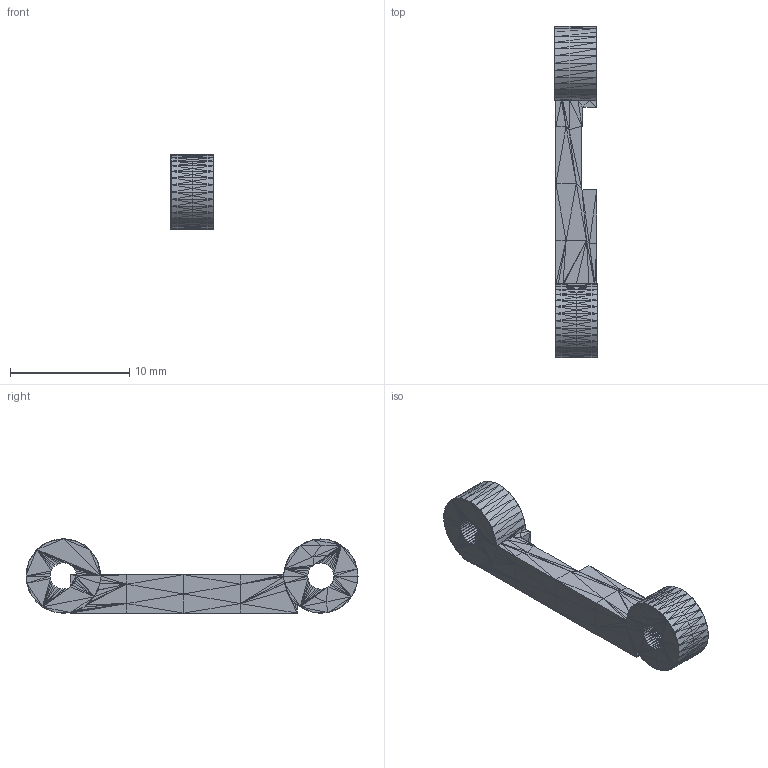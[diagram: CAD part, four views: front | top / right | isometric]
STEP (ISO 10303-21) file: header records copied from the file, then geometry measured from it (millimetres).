
FILE_DESCRIPTION (( 'STEP AP214' ), '1' );
FILE_NAME ('thumb short rod v3.STEP', '2024-08-27T21:01:44', ( '' ), ( '' ), 'SwSTEP 2.0', 'SolidWorks 2024', '' );
FILE_SCHEMA (( 'AUTOMOTIVE_DESIGN' ));
Length unit declared in the file: millimetre
Products named in the file (1): thumb short rod v3
Bounding box: 3.55 x 27.79 x 6.24 mm (x, y, z)
Volume: 340.4 mm3; surface area: 484.5 mm2
Topology: 1 solids, 1 shells, 1062 faces, 1593 edges, 529 vertices
Faces by surface type: plane 1062
Entity records: 20736 total; most frequent: DIRECTION 3719, ORIENTED_EDGE 3186, CARTESIAN_POINT 3185, LINE 1593, VECTOR 1593, EDGE_CURVE 1593, AXIS2_PLACEMENT_3D 1063, EDGE_LOOP 1062
